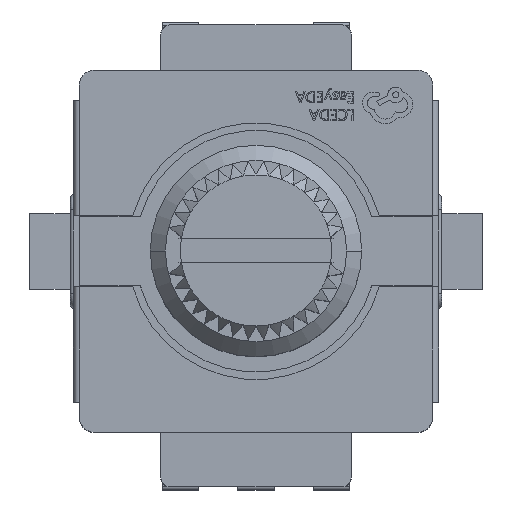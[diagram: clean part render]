
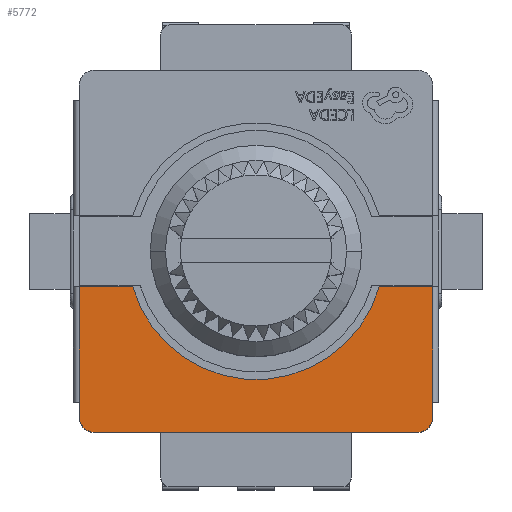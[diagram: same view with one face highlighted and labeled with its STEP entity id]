
A CAD part, top view. The second image highlights one B-rep face of the part: STEP entity #5772.
In plain terms, the highlighted planar face has unit normal (0, 0, 1).
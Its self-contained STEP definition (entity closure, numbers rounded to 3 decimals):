
#5772 = ADVANCED_FACE('',(#5773),#5875,.F.);
#5773 = FACE_BOUND('',#5774,.T.);
#5774 = EDGE_LOOP('',(#5775,#5785,#5793,#5802,#5810,#5818,#5827,#5835,
    #5844,#5852,#5861,#5869));
#5775 = ORIENTED_EDGE('',*,*,#5776,.T.);
#5776 = EDGE_CURVE('',#5777,#5779,#5781,.T.);
#5777 = VERTEX_POINT('',#5778);
#5778 = CARTESIAN_POINT('',(5.849,-4.85,4.6));
#5779 = VERTEX_POINT('',#5780);
#5780 = CARTESIAN_POINT('',(5.849,-1.025,4.6));
#5781 = LINE('',#5782,#5783);
#5782 = CARTESIAN_POINT('',(5.849,-4.85,4.6));
#5783 = VECTOR('',#5784,1.);
#5784 = DIRECTION('',(0.,1.,0.));
#5785 = ORIENTED_EDGE('',*,*,#5786,.F.);
#5786 = EDGE_CURVE('',#5787,#5779,#5789,.T.);
#5787 = VERTEX_POINT('',#5788);
#5788 = CARTESIAN_POINT('',(4.084,-1.025,
    4.6));
#5789 = LINE('',#5790,#5791);
#5790 = CARTESIAN_POINT('',(4.084,-1.025,
    4.6));
#5791 = VECTOR('',#5792,1.);
#5792 = DIRECTION('',(1.,0.,0.));
#5793 = ORIENTED_EDGE('',*,*,#5794,.F.);
#5794 = EDGE_CURVE('',#5795,#5787,#5797,.T.);
#5795 = VERTEX_POINT('',#5796);
#5796 = CARTESIAN_POINT('',(-4.084,-1.025,
    4.6));
#5797 = CIRCLE('',#5798,4.25);
#5798 = AXIS2_PLACEMENT_3D('',#5799,#5800,#5801);
#5799 = CARTESIAN_POINT('',(0.,0.15,
    4.6));
#5800 = DIRECTION('',(0.,0.,1.));
#5801 = DIRECTION('',(1.,0.,-0.));
#5802 = ORIENTED_EDGE('',*,*,#5803,.F.);
#5803 = EDGE_CURVE('',#5804,#5795,#5806,.T.);
#5804 = VERTEX_POINT('',#5805);
#5805 = CARTESIAN_POINT('',(-5.849,-1.025,4.6));
#5806 = LINE('',#5807,#5808);
#5807 = CARTESIAN_POINT('',(-6.05,-1.025,4.6));
#5808 = VECTOR('',#5809,1.);
#5809 = DIRECTION('',(1.,0.,0.));
#5810 = ORIENTED_EDGE('',*,*,#5811,.T.);
#5811 = EDGE_CURVE('',#5804,#5812,#5814,.T.);
#5812 = VERTEX_POINT('',#5813);
#5813 = CARTESIAN_POINT('',(-5.849,-4.85,4.6));
#5814 = LINE('',#5815,#5816);
#5815 = CARTESIAN_POINT('',(-5.849,5.15,4.6));
#5816 = VECTOR('',#5817,1.);
#5817 = DIRECTION('',(0.,-1.,0.));
#5818 = ORIENTED_EDGE('',*,*,#5819,.T.);
#5819 = EDGE_CURVE('',#5812,#5820,#5822,.T.);
#5820 = VERTEX_POINT('',#5821);
#5821 = CARTESIAN_POINT('',(-5.85,-4.85,4.6));
#5822 = CIRCLE('',#5823,0.201);
#5823 = AXIS2_PLACEMENT_3D('',#5824,#5825,#5826);
#5824 = CARTESIAN_POINT('',(-5.849,-4.85,4.399));
#5825 = DIRECTION('',(0.,-1.,0.));
#5826 = DIRECTION('',(0.,0.,1.));
#5827 = ORIENTED_EDGE('',*,*,#5828,.T.);
#5828 = EDGE_CURVE('',#5820,#5829,#5831,.T.);
#5829 = VERTEX_POINT('',#5830);
#5830 = CARTESIAN_POINT('',(-5.85,-5.35,4.6));
#5831 = LINE('',#5832,#5833);
#5832 = CARTESIAN_POINT('',(-5.85,5.65,4.6));
#5833 = VECTOR('',#5834,1.);
#5834 = DIRECTION('',(0.,-1.,0.));
#5835 = ORIENTED_EDGE('',*,*,#5836,.T.);
#5836 = EDGE_CURVE('',#5829,#5837,#5839,.T.);
#5837 = VERTEX_POINT('',#5838);
#5838 = CARTESIAN_POINT('',(-5.35,-5.85,4.6));
#5839 = CIRCLE('',#5840,0.5);
#5840 = AXIS2_PLACEMENT_3D('',#5841,#5842,#5843);
#5841 = CARTESIAN_POINT('',(-5.35,-5.35,4.6));
#5842 = DIRECTION('',(0.,0.,1.));
#5843 = DIRECTION('',(1.,0.,-0.));
#5844 = ORIENTED_EDGE('',*,*,#5845,.T.);
#5845 = EDGE_CURVE('',#5837,#5846,#5848,.T.);
#5846 = VERTEX_POINT('',#5847);
#5847 = CARTESIAN_POINT('',(5.35,-5.85,4.6));
#5848 = LINE('',#5849,#5850);
#5849 = CARTESIAN_POINT('',(-5.35,-5.85,4.6));
#5850 = VECTOR('',#5851,1.);
#5851 = DIRECTION('',(1.,0.,0.));
#5852 = ORIENTED_EDGE('',*,*,#5853,.T.);
#5853 = EDGE_CURVE('',#5846,#5854,#5856,.T.);
#5854 = VERTEX_POINT('',#5855);
#5855 = CARTESIAN_POINT('',(5.85,-5.35,4.6));
#5856 = CIRCLE('',#5857,0.5);
#5857 = AXIS2_PLACEMENT_3D('',#5858,#5859,#5860);
#5858 = CARTESIAN_POINT('',(5.35,-5.35,4.6));
#5859 = DIRECTION('',(0.,0.,1.));
#5860 = DIRECTION('',(1.,0.,-0.));
#5861 = ORIENTED_EDGE('',*,*,#5862,.T.);
#5862 = EDGE_CURVE('',#5854,#5863,#5865,.T.);
#5863 = VERTEX_POINT('',#5864);
#5864 = CARTESIAN_POINT('',(5.85,-4.85,4.6));
#5865 = LINE('',#5866,#5867);
#5866 = CARTESIAN_POINT('',(5.85,5.65,4.6));
#5867 = VECTOR('',#5868,1.);
#5868 = DIRECTION('',(0.,1.,0.));
#5869 = ORIENTED_EDGE('',*,*,#5870,.F.);
#5870 = EDGE_CURVE('',#5777,#5863,#5871,.T.);
#5871 = LINE('',#5872,#5873);
#5872 = CARTESIAN_POINT('',(5.35,-4.85,4.6));
#5873 = VECTOR('',#5874,1.);
#5874 = DIRECTION('',(1.,0.,0.));
#5875 = PLANE('',#5876);
#5876 = AXIS2_PLACEMENT_3D('',#5877,#5878,#5879);
#5877 = CARTESIAN_POINT('',(5.35,5.65,4.6));
#5878 = DIRECTION('',(0.,0.,-1.));
#5879 = DIRECTION('',(-1.,0.,0.));
